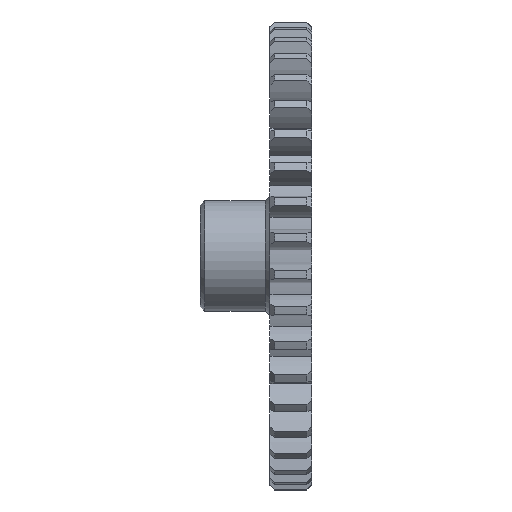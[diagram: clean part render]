
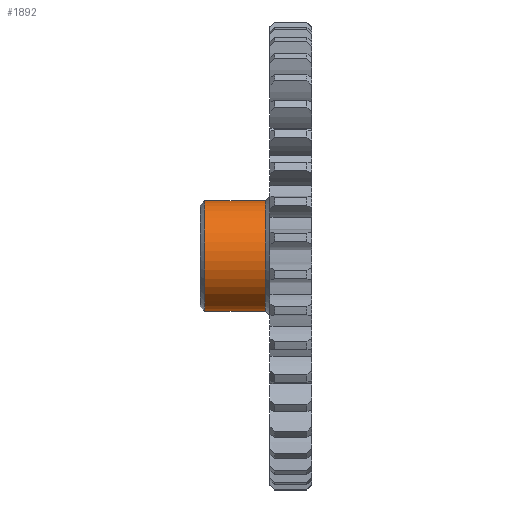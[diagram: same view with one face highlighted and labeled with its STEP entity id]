
A CAD part, front view. The second image highlights one B-rep face of the part: STEP entity #1892.
In plain terms, the highlighted cylindrical face has radius 6.337 mm (diameter 12.675 mm), a partial arc.
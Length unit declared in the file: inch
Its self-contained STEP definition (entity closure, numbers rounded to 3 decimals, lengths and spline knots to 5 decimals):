
#164 = CARTESIAN_POINT ( 'NONE',  ( -0.02, -0.0325, 0.24737 ) ) ;
#513 = VECTOR ( 'NONE', #8222, 39.37008 ) ;
#545 = DIRECTION ( 'NONE',  ( 1., 0., 0. ) ) ;
#588 = DIRECTION ( 'NONE',  ( 0., 0., -1. ) ) ;
#628 = CARTESIAN_POINT ( 'NONE',  ( -0.02, -0.0325, -0.24737 ) ) ;
#776 = CARTESIAN_POINT ( 'NONE',  ( -0.2925, 0., 0. ) ) ;
#788 = CARTESIAN_POINT ( 'NONE',  ( -0.02, 0., 0. ) ) ;
#927 = EDGE_CURVE ( 'NONE', #2550, #8636, #8467, .T. ) ;
#1489 = DIRECTION ( 'NONE',  ( 0., 0., 1. ) ) ;
#1497 = DIRECTION ( 'NONE',  ( 0., 0., -1. ) ) ;
#1659 = LINE ( 'NONE', #4522, #7535 ) ;
#1678 = EDGE_LOOP ( 'NONE', ( #2419, #2782, #8164, #6210 ) ) ;
#1892 = ADVANCED_FACE ( 'NONE', ( #3912 ), #2924, .T. ) ;
#1927 = VERTEX_POINT ( 'NONE', #164 ) ;
#2274 = CARTESIAN_POINT ( 'NONE',  ( -0.2925, -0.0325, -0.24737 ) ) ;
#2419 = ORIENTED_EDGE ( 'NONE', *, *, #927, .F. ) ;
#2550 = VERTEX_POINT ( 'NONE', #628 ) ;
#2782 = ORIENTED_EDGE ( 'NONE', *, *, #3418, .T. ) ;
#2879 = VERTEX_POINT ( 'NONE', #8973 ) ;
#2924 = CYLINDRICAL_SURFACE ( 'NONE', #4682, 0.2495 ) ;
#3253 = CARTESIAN_POINT ( 'NONE',  ( -0.4375, -0.0325, -0.24737 ) ) ;
#3418 = EDGE_CURVE ( 'NONE', #2550, #1927, #4225, .T. ) ;
#3912 = FACE_OUTER_BOUND ( 'NONE', #1678, .T. ) ;
#4225 = CIRCLE ( 'NONE', #5544, 0.2495 ) ;
#4522 = CARTESIAN_POINT ( 'NONE',  ( -0.4375, -0.0325, 0.24737 ) ) ;
#4682 = AXIS2_PLACEMENT_3D ( 'NONE', #6276, #545, #588 ) ;
#5274 = DIRECTION ( 'NONE',  ( 1., 0., 0. ) ) ;
#5544 = AXIS2_PLACEMENT_3D ( 'NONE', #788, #5720, #1497 ) ;
#5712 = DIRECTION ( 'NONE',  ( 1., 0., 0. ) ) ;
#5720 = DIRECTION ( 'NONE',  ( -1., 0., 0. ) ) ;
#6210 = ORIENTED_EDGE ( 'NONE', *, *, #8090, .T. ) ;
#6276 = CARTESIAN_POINT ( 'NONE',  ( -0.4375, 0., 0. ) ) ;
#6548 = EDGE_CURVE ( 'NONE', #2879, #1927, #1659, .T. ) ;
#7535 = VECTOR ( 'NONE', #5274, 39.37008 ) ;
#8090 = EDGE_CURVE ( 'NONE', #2879, #8636, #8282, .T. ) ;
#8156 = AXIS2_PLACEMENT_3D ( 'NONE', #776, #5712, #1489 ) ;
#8164 = ORIENTED_EDGE ( 'NONE', *, *, #6548, .F. ) ;
#8222 = DIRECTION ( 'NONE',  ( -1., 0., 0. ) ) ;
#8282 = CIRCLE ( 'NONE', #8156, 0.2495 ) ;
#8467 = LINE ( 'NONE', #3253, #513 ) ;
#8636 = VERTEX_POINT ( 'NONE', #2274 ) ;
#8973 = CARTESIAN_POINT ( 'NONE',  ( -0.2925, -0.0325, 0.24737 ) ) ;
